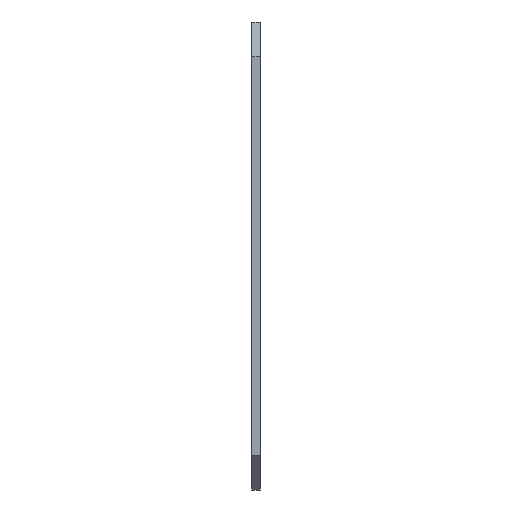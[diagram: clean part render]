
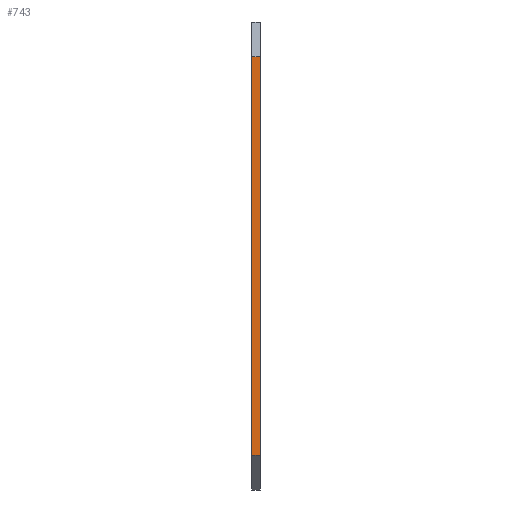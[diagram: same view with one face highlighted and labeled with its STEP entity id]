
A CAD part, left-side view. The second image highlights one B-rep face of the part: STEP entity #743.
In plain terms, the highlighted planar face has unit normal (-1, 0, 0).
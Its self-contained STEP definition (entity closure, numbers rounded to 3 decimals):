
#12 = DIRECTION ( 'NONE',  ( 1., 0., 0. ) ) ;
#61 = VECTOR ( 'NONE', #750, 1000. ) ;
#85 = LINE ( 'NONE', #598, #809 ) ;
#124 = ORIENTED_EDGE ( 'NONE', *, *, #546, .T. ) ;
#129 = VECTOR ( 'NONE', #480, 1000. ) ;
#130 = LINE ( 'NONE', #132, #61 ) ;
#132 = CARTESIAN_POINT ( 'NONE',  ( -315., 8., 183. ) ) ;
#224 = LINE ( 'NONE', #466, #477 ) ;
#229 = LINE ( 'NONE', #730, #129 ) ;
#256 = ORIENTED_EDGE ( 'NONE', *, *, #473, .T. ) ;
#284 = DIRECTION ( 'NONE',  ( 0., 0., 1. ) ) ;
#286 = VERTEX_POINT ( 'NONE', #638 ) ;
#374 = EDGE_CURVE ( 'NONE', #611, #751, #130, .T. ) ;
#382 = CARTESIAN_POINT ( 'NONE',  ( -315., 8., -215. ) ) ;
#420 = ORIENTED_EDGE ( 'NONE', *, *, #665, .F. ) ;
#441 = CARTESIAN_POINT ( 'NONE',  ( -315., 0., -183. ) ) ;
#466 = CARTESIAN_POINT ( 'NONE',  ( -315., 0., -215. ) ) ;
#473 = EDGE_CURVE ( 'NONE', #286, #745, #85, .T. ) ;
#477 = VECTOR ( 'NONE', #284, 1000. ) ;
#480 = DIRECTION ( 'NONE',  ( 0., 0., 1. ) ) ;
#505 = PLANE ( 'NONE',  #674 ) ;
#523 = EDGE_LOOP ( 'NONE', ( #124, #687, #420, #256 ) ) ;
#546 = EDGE_CURVE ( 'NONE', #745, #611, #224, .T. ) ;
#579 = DIRECTION ( 'NONE',  ( 0., 0., -1. ) ) ;
#598 = CARTESIAN_POINT ( 'NONE',  ( -315., 8., -183. ) ) ;
#611 = VERTEX_POINT ( 'NONE', #795 ) ;
#626 = FACE_OUTER_BOUND ( 'NONE', #523, .T. ) ;
#638 = CARTESIAN_POINT ( 'NONE',  ( -315., 8., -183. ) ) ;
#665 = EDGE_CURVE ( 'NONE', #286, #751, #229, .T. ) ;
#674 = AXIS2_PLACEMENT_3D ( 'NONE', #382, #12, #579 ) ;
#687 = ORIENTED_EDGE ( 'NONE', *, *, #374, .T. ) ;
#730 = CARTESIAN_POINT ( 'NONE',  ( -315., 8., -215. ) ) ;
#743 = ADVANCED_FACE ( 'NONE', ( #626 ), #505, .F. ) ;
#745 = VERTEX_POINT ( 'NONE', #441 ) ;
#746 = CARTESIAN_POINT ( 'NONE',  ( -315., 8., 183. ) ) ;
#750 = DIRECTION ( 'NONE',  ( 0., 1., 0. ) ) ;
#751 = VERTEX_POINT ( 'NONE', #746 ) ;
#778 = DIRECTION ( 'NONE',  ( 0., -1., 0. ) ) ;
#795 = CARTESIAN_POINT ( 'NONE',  ( -315., 0., 183. ) ) ;
#809 = VECTOR ( 'NONE', #778, 1000. ) ;
